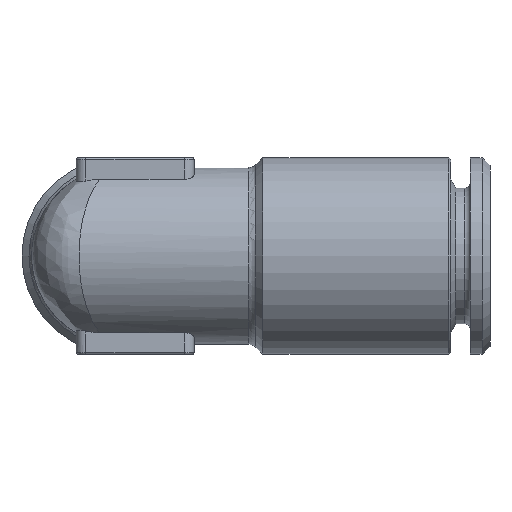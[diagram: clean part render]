
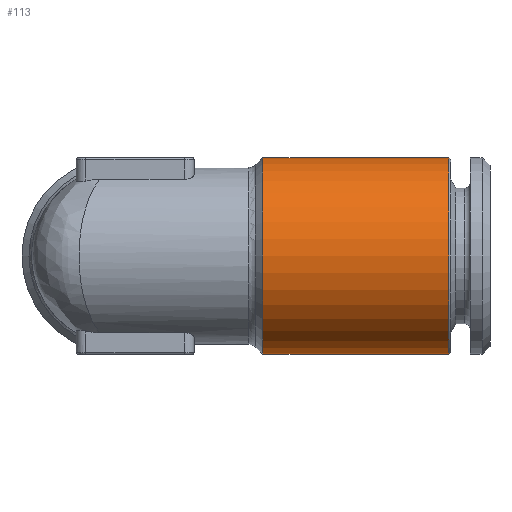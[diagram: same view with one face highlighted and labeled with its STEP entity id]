
A CAD part, left-side view. The second image highlights one B-rep face of the part: STEP entity #113.
In plain terms, the highlighted cylindrical face has radius 5 mm (diameter 10 mm), a full revolution.
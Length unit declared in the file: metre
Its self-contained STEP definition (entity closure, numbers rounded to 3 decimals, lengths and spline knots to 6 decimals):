
#113 = ADVANCED_FACE( 'NONE', ( #305, #306 ), #307, .T. );
#305 = FACE_OUTER_BOUND( '', #607, .T. );
#306 = FACE_OUTER_BOUND( '', #608, .T. );
#307 = CYLINDRICAL_SURFACE( '', #609, 0.005 );
#607 = EDGE_LOOP( '', ( #1052 ) );
#608 = EDGE_LOOP( '', ( #1053 ) );
#609 = AXIS2_PLACEMENT_3D( '', #1054, #1055, #1056 );
#1052 = ORIENTED_EDGE( '', *, *, #1725, .T. );
#1053 = ORIENTED_EDGE( '', *, *, #1726, .T. );
#1054 = CARTESIAN_POINT( '', ( 0., 0., 0. ) );
#1055 = DIRECTION( '', ( 0., -1., 0. ) );
#1056 = DIRECTION( '', ( 0., 0., 1. ) );
#1725 = EDGE_CURVE( 'NONE', #1983, #1983, #1984, .T. );
#1726 = EDGE_CURVE( 'NONE', #1985, #1985, #1986, .T. );
#1983 = VERTEX_POINT( '', #2351 );
#1984 = CIRCLE( '', #2352, 0.005 );
#1985 = VERTEX_POINT( '', #2353 );
#1986 = CIRCLE( '', #2354, 0.005 );
#2351 = CARTESIAN_POINT( '', ( 0., -0.00725, -0.005 ) );
#2352 = AXIS2_PLACEMENT_3D( '', #3048, #3049, #3050 );
#2353 = CARTESIAN_POINT( '', ( 0., -0.0167, 0.005 ) );
#2354 = AXIS2_PLACEMENT_3D( '', #3051, #3052, #3053 );
#3048 = CARTESIAN_POINT( '', ( 0., -0.00725, 0. ) );
#3049 = DIRECTION( '', ( 0., -1., 0. ) );
#3050 = DIRECTION( '', ( 0., 0., -1. ) );
#3051 = CARTESIAN_POINT( '', ( 0., -0.0167, 0. ) );
#3052 = DIRECTION( '', ( 0., 1., 0. ) );
#3053 = DIRECTION( '', ( 0., 0., 1. ) );
